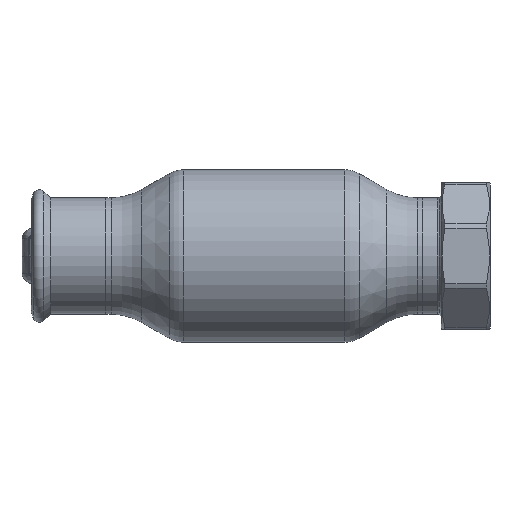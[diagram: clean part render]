
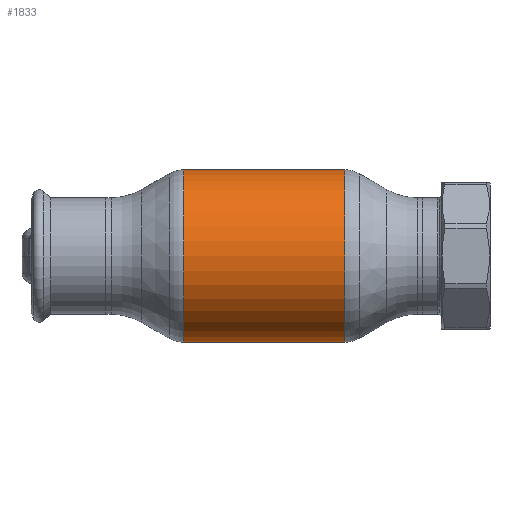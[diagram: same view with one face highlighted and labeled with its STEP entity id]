
A CAD part, front view. The second image highlights one B-rep face of the part: STEP entity #1833.
In plain terms, the highlighted cylindrical face has radius 42.5 mm (diameter 85 mm), a partial arc.
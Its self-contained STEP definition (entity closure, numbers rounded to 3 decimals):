
#571 = CARTESIAN_POINT ( 'NONE',  ( -62.69, 0., -42.5 ) ) ;
#1526 = ORIENTED_EDGE ( 'NONE', *, *, #62424, .T. ) ;
#1833 = ADVANCED_FACE ( 'NONE', ( #35823 ), #25973, .T. ) ;
#4201 = LINE ( 'NONE', #57491, #26856 ) ;
#5180 = AXIS2_PLACEMENT_3D ( 'NONE', #35870, #22537, #46576 ) ;
#6230 = EDGE_CURVE ( 'NONE', #59710, #25170, #59469, .T. ) ;
#7133 = DIRECTION ( 'NONE',  ( 0., 0., 1. ) ) ;
#14190 = EDGE_CURVE ( 'NONE', #25170, #23160, #29351, .T. ) ;
#16531 = CARTESIAN_POINT ( 'NONE',  ( -39.749, 0., 42.5 ) ) ;
#20226 = DIRECTION ( 'NONE',  ( -1., 0., 0. ) ) ;
#20895 = VECTOR ( 'NONE', #58005, 1000. ) ;
#22537 = DIRECTION ( 'NONE',  ( -1., 0., 0. ) ) ;
#23160 = VERTEX_POINT ( 'NONE', #16531 ) ;
#24483 = CARTESIAN_POINT ( 'NONE',  ( -39.749, 0., -42.5 ) ) ;
#25170 = VERTEX_POINT ( 'NONE', #24483 ) ;
#25973 = CYLINDRICAL_SURFACE ( 'NONE', #56591, 42.5 ) ;
#26856 = VECTOR ( 'NONE', #47960, 1000. ) ;
#29351 = CIRCLE ( 'NONE', #51814, 42.5 ) ;
#33864 = EDGE_LOOP ( 'NONE', ( #46017, #1526, #47030, #44732 ) ) ;
#35823 = FACE_OUTER_BOUND ( 'NONE', #33864, .T. ) ;
#35870 = CARTESIAN_POINT ( 'NONE',  ( 39.749, 0., 0. ) ) ;
#36309 = DIRECTION ( 'NONE',  ( -1., 0., 0. ) ) ;
#41548 = DIRECTION ( 'NONE',  ( 0., 0., 1. ) ) ;
#43443 = EDGE_CURVE ( 'NONE', #58209, #23160, #4201, .T. ) ;
#44732 = ORIENTED_EDGE ( 'NONE', *, *, #14190, .F. ) ;
#46017 = ORIENTED_EDGE ( 'NONE', *, *, #6230, .F. ) ;
#46576 = DIRECTION ( 'NONE',  ( 0., 0., 1. ) ) ;
#46596 = CIRCLE ( 'NONE', #5180, 42.5 ) ;
#47030 = ORIENTED_EDGE ( 'NONE', *, *, #43443, .T. ) ;
#47881 = CARTESIAN_POINT ( 'NONE',  ( 39.749, 0., 42.5 ) ) ;
#47960 = DIRECTION ( 'NONE',  ( -1., 0., 0. ) ) ;
#50632 = CARTESIAN_POINT ( 'NONE',  ( -62.69, 0., 0. ) ) ;
#51814 = AXIS2_PLACEMENT_3D ( 'NONE', #60393, #36309, #7133 ) ;
#53450 = CARTESIAN_POINT ( 'NONE',  ( 39.749, 0., -42.5 ) ) ;
#56591 = AXIS2_PLACEMENT_3D ( 'NONE', #50632, #20226, #41548 ) ;
#57491 = CARTESIAN_POINT ( 'NONE',  ( -62.69, 0., 42.5 ) ) ;
#58005 = DIRECTION ( 'NONE',  ( -1., 0., 0. ) ) ;
#58209 = VERTEX_POINT ( 'NONE', #47881 ) ;
#59469 = LINE ( 'NONE', #571, #20895 ) ;
#59710 = VERTEX_POINT ( 'NONE', #53450 ) ;
#60393 = CARTESIAN_POINT ( 'NONE',  ( -39.749, 0., 0. ) ) ;
#62424 = EDGE_CURVE ( 'NONE', #59710, #58209, #46596, .T. ) ;
